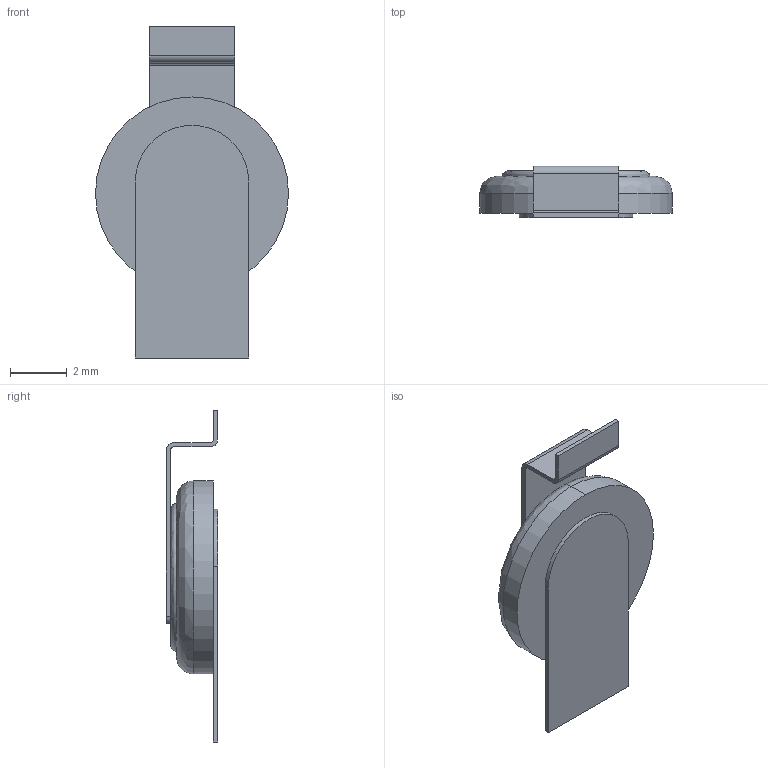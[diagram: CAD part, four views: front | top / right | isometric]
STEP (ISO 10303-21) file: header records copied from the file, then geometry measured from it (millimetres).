
FILE_DESCRIPTION (( 'STEP AP214' ), '1' );
FILE_NAME ('RSCSK2043R3D01004T.STEP', '2023-02-07T15:29:05', ( 'ADMIN' ), ( '' ), 'SwSTEP 2.0', 'SolidWorks 2016', '' );
FILE_SCHEMA (( 'AUTOMOTIVE_DESIGN' ));
Length unit declared in the file: millimetre
Products named in the file (1): RSCSK2043R3D01004T
Bounding box: 6.8 x 1.8 x 11.7 mm (x, y, z)
Volume: 58.5 mm3; surface area: 219.8 mm2
Topology: 3 solids, 3 shells, 31 faces, 70 edges, 46 vertices
Faces by surface type: plane 18, cylinder 9, bspline 4
Entity records: 968 total; most frequent: CARTESIAN_POINT 220, DIRECTION 146, ORIENTED_EDGE 140, EDGE_CURVE 70, AXIS2_PLACEMENT_3D 52, VERTEX_POINT 46, LINE 42, VECTOR 42
